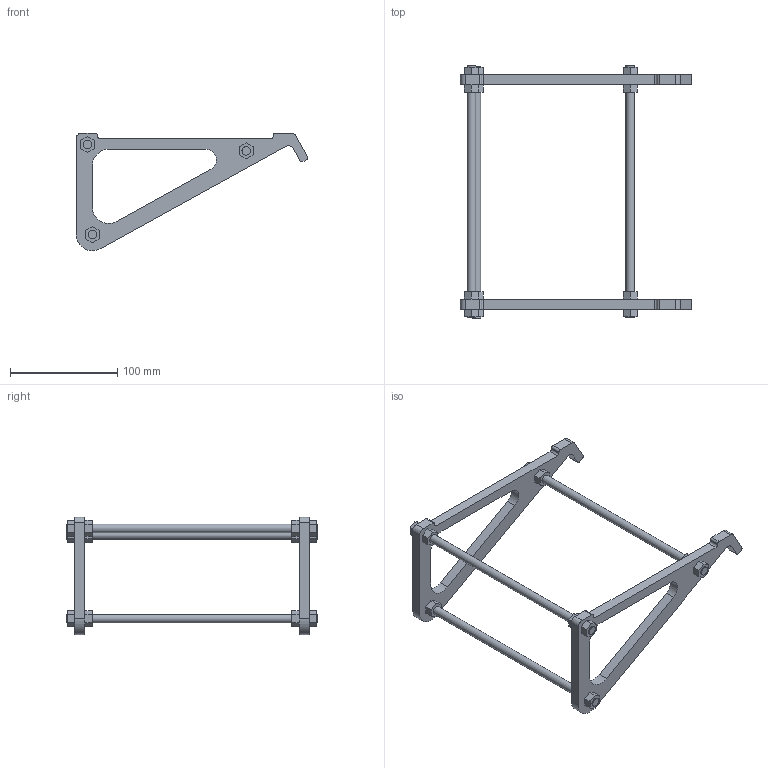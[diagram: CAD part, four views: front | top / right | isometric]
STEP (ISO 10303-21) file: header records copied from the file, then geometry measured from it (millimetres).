
FILE_DESCRIPTION(/* description */ ('','CAx-IF Rec.Pracs.---Representation and Presentation of Product Manufacturing Information (PMI)---4.0---2014-10-13'),/* implementation_level */ '2;1');
FILE_NAME(/* name */ 'lapstand v3.step',/* time_stamp */ '2024-12-24T00:41:10+01:00',/* author */ (''),/* organization */ (''),/* preprocessor_version */ 'ST-DEVELOPER v20',/* originating_system */ 'Autodesk Translation Framework v13.20.0.188',/* authorisation */ '');
FILE_SCHEMA (('AP242_MANAGED_MODEL_BASED_3D_ENGINEERING_MIM_LF { 1 0 10303 442 1 1 4 }'));
Length unit declared in the file: millimetre
Products named in the file (4): lapstand; Composant1; Composant2; Composant3
Assembly tree (17 placements, depth 2):
  lapstand
    Composant1  x2
    Composant2  x3
    Composant3  x12
Bounding box: 215.93 x 235 x 109.63 mm (x, y, z)
Volume: 172236.9 mm3; surface area: 71841.2 mm2
Topology: 17 solids, 17 shells, 179 faces, 435 edges, 290 vertices
Faces by surface type: plane 132, cylinder 47
Full cylindrical faces by diameter (mm): 8 x21
Entity records: 1570 total; most frequent: DIRECTION 275, CARTESIAN_POINT 249, ORIENTED_EDGE 222, EDGE_CURVE 111, AXIS2_PLACEMENT_3D 100, LINE 75, VECTOR 75, VERTEX_POINT 74
